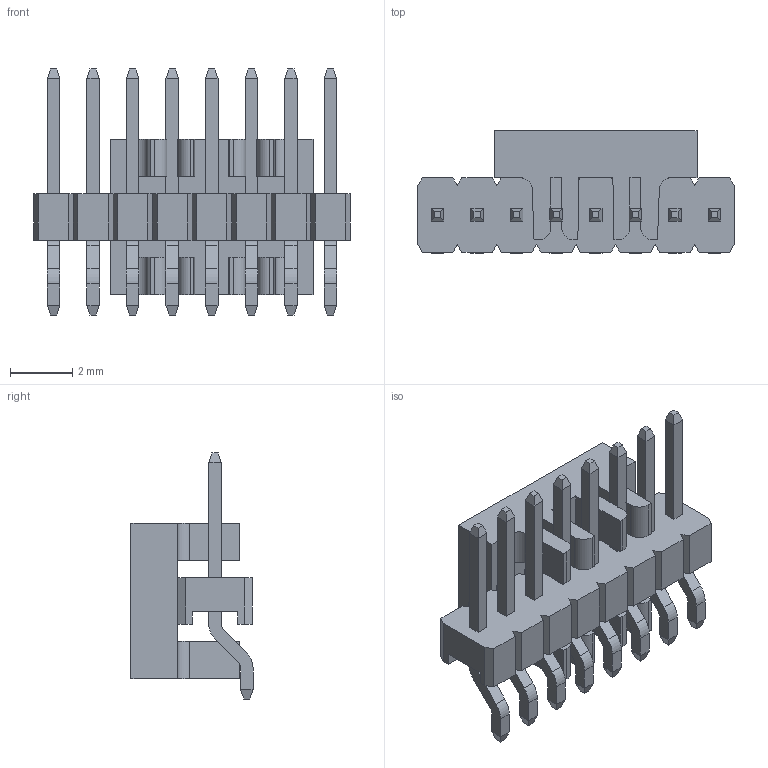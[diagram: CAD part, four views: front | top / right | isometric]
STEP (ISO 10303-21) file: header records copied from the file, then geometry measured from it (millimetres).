
FILE_DESCRIPTION( ('This file contains a STEP AP42 implementation' ,'as created by ZW3D STEP Interface translator.') ,'2;1' );
FILE_NAME( '1315-11XXXXZ082CXXX.stp' ,'23 315.204151', (''), ('ZWCAD Software Co.'), 'Version 1.0', 'ZW3D to STEP translator', '' );
FILE_SCHEMA(('AUTOMOTIVE_DESIGN { 1 0 10303 214 1 1 1 1 }'));
Length unit declared in the file: millimetre
Products named in the file (2): 0; 1315-1108G0Z082CR01
Bounding box: 10.16 x 3.92 x 7.9 mm (x, y, z)
Volume: 97.7 mm3; surface area: 366 mm2
Topology: 10 solids, 10 shells, 346 faces, 882 edges, 556 vertices
Faces by surface type: plane 302, cylinder 44
Entity records: 10583 total; most frequent: CARTESIAN_POINT 1785, ORIENTED_EDGE 1764, DIRECTION 1664, EDGE_CURVE 882, VECTOR 794, LINE 794, VERTEX_POINT 556, AXIS2_PLACEMENT_3D 435
